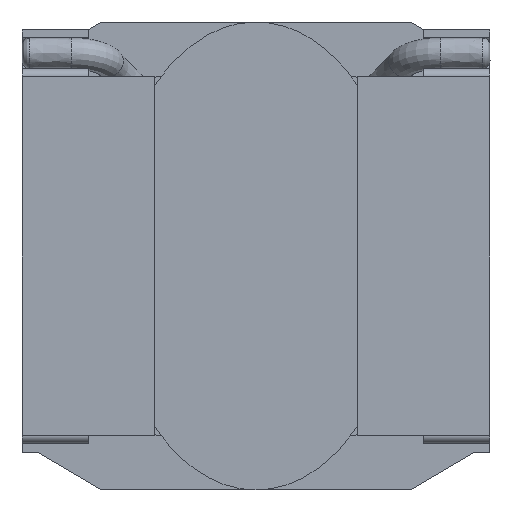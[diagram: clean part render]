
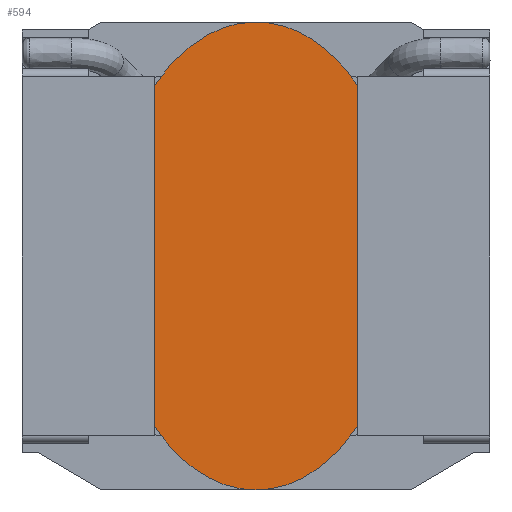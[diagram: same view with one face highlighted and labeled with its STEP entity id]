
A CAD part, front view. The second image highlights one B-rep face of the part: STEP entity #594.
In plain terms, the highlighted planar face has unit normal (0, -1, 0).
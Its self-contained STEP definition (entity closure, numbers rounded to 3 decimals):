
#20 = VERTEX_POINT ( 'NONE', #1600 ) ;
#21 = CARTESIAN_POINT ( 'NONE',  ( 1.3, 0.1, -2.3 ) ) ;
#64 = VERTEX_POINT ( 'NONE', #479 ) ;
#111 = EDGE_CURVE ( 'NONE', #4436, #64, #828, .T. ) ;
#122 = VERTEX_POINT ( 'NONE', #214 ) ;
#195 = CARTESIAN_POINT ( 'NONE',  ( -2.15, 0.1, 2.3 ) ) ;
#214 = CARTESIAN_POINT ( 'NONE',  ( 1.3, 0.1, -2.3 ) ) ;
#247 = DIRECTION ( 'NONE',  ( 1., 0., 0. ) ) ;
#256 = ORIENTED_EDGE ( 'NONE', *, *, #3753, .F. ) ;
#297 = EDGE_CURVE ( 'NONE', #1097, #1782, #858, .T. ) ;
#299 = VERTEX_POINT ( 'NONE', #2203 ) ;
#351 = LINE ( 'NONE', #4536, #852 ) ;
#442 =( BOUNDED_CURVE ( )  B_SPLINE_CURVE ( 3, ( #1862, #3438, #3420, #3050 ),
 .UNSPECIFIED., .F., .F. ) 
 B_SPLINE_CURVE_WITH_KNOTS ( ( 4, 4 ),
 ( 2.388, 3.895 ),
 .UNSPECIFIED. ) 
 CURVE ( )  GEOMETRIC_REPRESENTATION_ITEM ( )  RATIONAL_B_SPLINE_CURVE ( ( 1., 0.82, 0.82, 1. ) ) 
 REPRESENTATION_ITEM ( '' )  );
#479 = CARTESIAN_POINT ( 'NONE',  ( -1.3, 0.1, -2.188 ) ) ;
#563 = ORIENTED_EDGE ( 'NONE', *, *, #3175, .F. ) ;
#570 = CARTESIAN_POINT ( 'NONE',  ( 0., 0.1, -3. ) ) ;
#594 = ADVANCED_FACE ( 'NONE', ( #2611 ), #3574, .F. ) ;
#612 = DIRECTION ( 'NONE',  ( 0., 0., 1. ) ) ;
#623 = CARTESIAN_POINT ( 'NONE',  ( -1.3, 0.1, -2.188 ) ) ;
#651 = VECTOR ( 'NONE', #3261, 1000. ) ;
#726 = CARTESIAN_POINT ( 'NONE',  ( 3., 0.1, -2.3 ) ) ;
#744 = EDGE_CURVE ( 'NONE', #1782, #2035, #351, .T. ) ;
#828 =( BOUNDED_CURVE ( )  B_SPLINE_CURVE ( 3, ( #570, #967, #2189, #623 ),
 .UNSPECIFIED., .F., .T. ) 
 B_SPLINE_CURVE_WITH_KNOTS ( ( 4, 4 ),
 ( 0., 0.754 ),
 .UNSPECIFIED. ) 
 CURVE ( )  GEOMETRIC_REPRESENTATION_ITEM ( )  RATIONAL_B_SPLINE_CURVE ( ( 1., 0.953, 0.953, 1. ) ) 
 REPRESENTATION_ITEM ( '' )  );
#833 = VECTOR ( 'NONE', #1038, 1000. ) ;
#847 = CARTESIAN_POINT ( 'NONE',  ( 0., 0.1, 0. ) ) ;
#852 = VECTOR ( 'NONE', #4498, 1000. ) ;
#858 = LINE ( 'NONE', #3057, #1166 ) ;
#967 = CARTESIAN_POINT ( 'NONE',  ( -0.489, 0.1, -3. ) ) ;
#1038 = DIRECTION ( 'NONE',  ( 0., 0., -1. ) ) ;
#1053 = ORIENTED_EDGE ( 'NONE', *, *, #1216, .F. ) ;
#1097 = VERTEX_POINT ( 'NONE', #2013 ) ;
#1107 = EDGE_CURVE ( 'NONE', #1738, #4436, #4509, .T. ) ;
#1166 = VECTOR ( 'NONE', #3746, 1000. ) ;
#1199 = EDGE_CURVE ( 'NONE', #2926, #122, #1223, .T. ) ;
#1216 = EDGE_CURVE ( 'NONE', #2449, #20, #5129, .T. ) ;
#1223 = LINE ( 'NONE', #2499, #5070 ) ;
#1225 = VERTEX_POINT ( 'NONE', #2903 ) ;
#1293 = CARTESIAN_POINT ( 'NONE',  ( 0.489, 0.1, -3. ) ) ;
#1379 = CARTESIAN_POINT ( 'NONE',  ( -1.3, 0.1, -2.3 ) ) ;
#1422 = DIRECTION ( 'NONE',  ( 1., 0., 0. ) ) ;
#1600 = CARTESIAN_POINT ( 'NONE',  ( -1.3, 0.1, 2.188 ) ) ;
#1663 = CARTESIAN_POINT ( 'NONE',  ( 0., 0.1, -3. ) ) ;
#1738 = VERTEX_POINT ( 'NONE', #3665 ) ;
#1782 = VERTEX_POINT ( 'NONE', #3240 ) ;
#1821 = VECTOR ( 'NONE', #3084, 1000. ) ;
#1842 = ORIENTED_EDGE ( 'NONE', *, *, #2458, .F. ) ;
#1862 = CARTESIAN_POINT ( 'NONE',  ( -1.3, 0.1, 2.188 ) ) ;
#1997 = DIRECTION ( 'NONE',  ( 0., 1., 0. ) ) ;
#2013 = CARTESIAN_POINT ( 'NONE',  ( -1.3, 0.1, -2.3 ) ) ;
#2035 = VERTEX_POINT ( 'NONE', #2114 ) ;
#2055 = CARTESIAN_POINT ( 'NONE',  ( 3., 0.1, 2.3 ) ) ;
#2100 = CARTESIAN_POINT ( 'NONE',  ( 0., 0.1, -3. ) ) ;
#2114 = CARTESIAN_POINT ( 'NONE',  ( -3., 0.1, 2.3 ) ) ;
#2189 = CARTESIAN_POINT ( 'NONE',  ( -0.943, 0.1, -2.716 ) ) ;
#2203 = CARTESIAN_POINT ( 'NONE',  ( 1.3, 0.1, 2.188 ) ) ;
#2416 = ORIENTED_EDGE ( 'NONE', *, *, #3518, .F. ) ;
#2449 = VERTEX_POINT ( 'NONE', #2555 ) ;
#2458 = EDGE_CURVE ( 'NONE', #20, #299, #442, .T. ) ;
#2494 = EDGE_CURVE ( 'NONE', #299, #1225, #3632, .T. ) ;
#2499 = CARTESIAN_POINT ( 'NONE',  ( 2.15, 0.1, -2.3 ) ) ;
#2545 = ORIENTED_EDGE ( 'NONE', *, *, #111, .F. ) ;
#2555 = CARTESIAN_POINT ( 'NONE',  ( -1.3, 0.1, 2.3 ) ) ;
#2610 = ORIENTED_EDGE ( 'NONE', *, *, #297, .F. ) ;
#2611 = FACE_OUTER_BOUND ( 'NONE', #2692, .T. ) ;
#2612 = CARTESIAN_POINT ( 'NONE',  ( 1.3, 0.1, 2.3 ) ) ;
#2676 = ORIENTED_EDGE ( 'NONE', *, *, #2494, .F. ) ;
#2692 = EDGE_LOOP ( 'NONE', ( #1842, #1053, #3670, #4704, #2610, #563, #2545, #4627, #2416, #4502, #4057, #256, #2676 ) ) ;
#2903 = CARTESIAN_POINT ( 'NONE',  ( 1.3, 0.1, 2.3 ) ) ;
#2926 = VERTEX_POINT ( 'NONE', #726 ) ;
#3050 = CARTESIAN_POINT ( 'NONE',  ( 1.3, 0.1, 2.188 ) ) ;
#3057 = CARTESIAN_POINT ( 'NONE',  ( -3., 0.1, -2.3 ) ) ;
#3084 = DIRECTION ( 'NONE',  ( 0., 0., -1. ) ) ;
#3175 = EDGE_CURVE ( 'NONE', #64, #1097, #3802, .T. ) ;
#3182 = AXIS2_PLACEMENT_3D ( 'NONE', #847, #1997, #3200 ) ;
#3200 = DIRECTION ( 'NONE',  ( 0., 0., 1. ) ) ;
#3240 = CARTESIAN_POINT ( 'NONE',  ( -3., 0.1, -2.3 ) ) ;
#3261 = DIRECTION ( 'NONE',  ( 0., 0., 1. ) ) ;
#3262 = VECTOR ( 'NONE', #247, 1000. ) ;
#3376 = LINE ( 'NONE', #3491, #1821 ) ;
#3420 = CARTESIAN_POINT ( 'NONE',  ( 0.529, 0.1, 3.33 ) ) ;
#3438 = CARTESIAN_POINT ( 'NONE',  ( -0.529, 0.1, 3.33 ) ) ;
#3491 = CARTESIAN_POINT ( 'NONE',  ( 3., 0.1, 2.3 ) ) ;
#3518 = EDGE_CURVE ( 'NONE', #122, #1738, #4741, .T. ) ;
#3574 = PLANE ( 'NONE',  #3182 ) ;
#3632 = LINE ( 'NONE', #3834, #4495 ) ;
#3665 = CARTESIAN_POINT ( 'NONE',  ( 1.3, 0.1, -2.188 ) ) ;
#3670 = ORIENTED_EDGE ( 'NONE', *, *, #3791, .F. ) ;
#3746 = DIRECTION ( 'NONE',  ( -1., 0., 0. ) ) ;
#3753 = EDGE_CURVE ( 'NONE', #1225, #4530, #4422, .T. ) ;
#3791 = EDGE_CURVE ( 'NONE', #2035, #2449, #4291, .T. ) ;
#3802 = LINE ( 'NONE', #1379, #833 ) ;
#3834 = CARTESIAN_POINT ( 'NONE',  ( 1.3, 0.1, -2.3 ) ) ;
#4024 = CARTESIAN_POINT ( 'NONE',  ( 1.3, 0.1, -2.188 ) ) ;
#4057 = ORIENTED_EDGE ( 'NONE', *, *, #4211, .F. ) ;
#4066 = VECTOR ( 'NONE', #4893, 1000. ) ;
#4074 = DIRECTION ( 'NONE',  ( -1., 0., 0. ) ) ;
#4211 = EDGE_CURVE ( 'NONE', #4530, #2926, #3376, .T. ) ;
#4291 = LINE ( 'NONE', #195, #3262 ) ;
#4422 = LINE ( 'NONE', #2612, #4483 ) ;
#4436 = VERTEX_POINT ( 'NONE', #1663 ) ;
#4483 = VECTOR ( 'NONE', #1422, 1000. ) ;
#4495 = VECTOR ( 'NONE', #612, 1000. ) ;
#4498 = DIRECTION ( 'NONE',  ( 0., 0., 1. ) ) ;
#4502 = ORIENTED_EDGE ( 'NONE', *, *, #1199, .F. ) ;
#4509 =( BOUNDED_CURVE ( )  B_SPLINE_CURVE ( 3, ( #4024, #4840, #1293, #2100 ),
 .UNSPECIFIED., .F., .F. ) 
 B_SPLINE_CURVE_WITH_KNOTS ( ( 4, 4 ),
 ( 5.53, 6.283 ),
 .UNSPECIFIED. ) 
 CURVE ( )  GEOMETRIC_REPRESENTATION_ITEM ( )  RATIONAL_B_SPLINE_CURVE ( ( 1., 0.953, 0.953, 1. ) ) 
 REPRESENTATION_ITEM ( '' )  );
#4530 = VERTEX_POINT ( 'NONE', #2055 ) ;
#4536 = CARTESIAN_POINT ( 'NONE',  ( -3., 0.1, 2.3 ) ) ;
#4627 = ORIENTED_EDGE ( 'NONE', *, *, #1107, .F. ) ;
#4704 = ORIENTED_EDGE ( 'NONE', *, *, #744, .F. ) ;
#4741 = LINE ( 'NONE', #21, #651 ) ;
#4840 = CARTESIAN_POINT ( 'NONE',  ( 0.943, 0.1, -2.716 ) ) ;
#4861 = CARTESIAN_POINT ( 'NONE',  ( -1.3, 0.1, -2.3 ) ) ;
#4893 = DIRECTION ( 'NONE',  ( 0., 0., -1. ) ) ;
#5070 = VECTOR ( 'NONE', #4074, 1000. ) ;
#5129 = LINE ( 'NONE', #4861, #4066 ) ;
